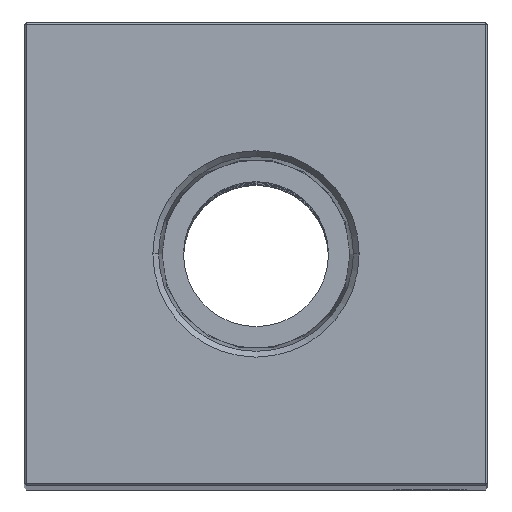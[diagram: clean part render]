
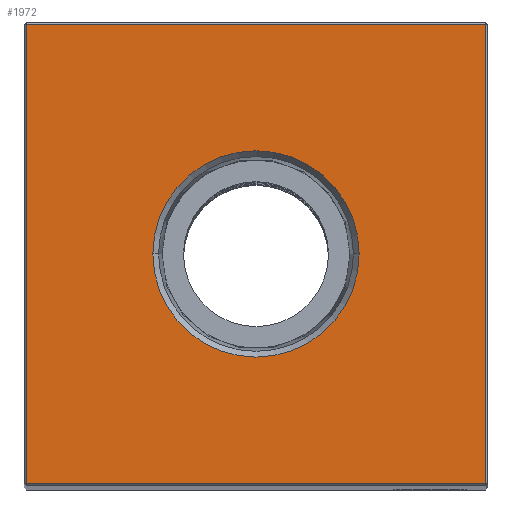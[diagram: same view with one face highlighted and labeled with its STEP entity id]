
A CAD part, top view. The second image highlights one B-rep face of the part: STEP entity #1972.
In plain terms, the highlighted planar face has unit normal (0, 0, 1).
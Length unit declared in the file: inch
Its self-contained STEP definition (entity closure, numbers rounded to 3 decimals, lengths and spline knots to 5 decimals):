
#59 = VERTEX_POINT ( 'NONE', #11577 ) ;
#105 = EDGE_CURVE ( 'NONE', #10185, #8622, #10095, .T. ) ;
#427 = LINE ( 'NONE', #24767, #3241 ) ;
#1739 = DIRECTION ( 'NONE',  ( 1., 0., 0. ) ) ;
#1972 = ADVANCED_FACE ( 'NONE', ( #16190, #2375 ), #20730, .F. ) ;
#1981 = DIRECTION ( 'NONE',  ( 0., 0., -1. ) ) ;
#2375 = FACE_BOUND ( 'NONE', #10143, .T. ) ;
#2516 = CARTESIAN_POINT ( 'NONE',  ( 0., 0., 10.25 ) ) ;
#3241 = VECTOR ( 'NONE', #10655, 39.37008 ) ;
#4993 = DIRECTION ( 'NONE',  ( 1., 0., 0. ) ) ;
#5428 = CARTESIAN_POINT ( 'NONE',  ( 0.99, 0., 10.25 ) ) ;
#5792 = ORIENTED_EDGE ( 'NONE', *, *, #13134, .T. ) ;
#7282 = CARTESIAN_POINT ( 'NONE',  ( -0.99, 0.99, 10.25 ) ) ;
#8555 = VERTEX_POINT ( 'NONE', #14717 ) ;
#8622 = VERTEX_POINT ( 'NONE', #7282 ) ;
#8772 = VERTEX_POINT ( 'NONE', #12435 ) ;
#8993 = ORIENTED_EDGE ( 'NONE', *, *, #22617, .F. ) ;
#9468 = ORIENTED_EDGE ( 'NONE', *, *, #10451, .T. ) ;
#10095 = LINE ( 'NONE', #22335, #14841 ) ;
#10143 = EDGE_LOOP ( 'NONE', ( #10748, #8993 ) ) ;
#10185 = VERTEX_POINT ( 'NONE', #14539 ) ;
#10300 = EDGE_CURVE ( 'NONE', #8622, #8555, #427, .T. ) ;
#10413 = VECTOR ( 'NONE', #21648, 39.37008 ) ;
#10451 = EDGE_CURVE ( 'NONE', #8555, #8772, #18200, .T. ) ;
#10655 = DIRECTION ( 'NONE',  ( 0., -1., 0. ) ) ;
#10748 = ORIENTED_EDGE ( 'NONE', *, *, #24983, .F. ) ;
#11577 = CARTESIAN_POINT ( 'NONE',  ( 0.44487, 0., 10.25 ) ) ;
#12091 = CARTESIAN_POINT ( 'NONE',  ( 0., -0.99, 10.25 ) ) ;
#12435 = CARTESIAN_POINT ( 'NONE',  ( 0.99, -0.99, 10.25 ) ) ;
#12998 = VERTEX_POINT ( 'NONE', #14187 ) ;
#13134 = EDGE_CURVE ( 'NONE', #8772, #10185, #25392, .T. ) ;
#14119 = DIRECTION ( 'NONE',  ( 0., 0., 1. ) ) ;
#14187 = CARTESIAN_POINT ( 'NONE',  ( -0.44487, 0., 10.25 ) ) ;
#14473 = DIRECTION ( 'NONE',  ( -1., 0., 0. ) ) ;
#14539 = CARTESIAN_POINT ( 'NONE',  ( 0.99, 0.99, 10.25 ) ) ;
#14717 = CARTESIAN_POINT ( 'NONE',  ( -0.99, -0.99, 10.25 ) ) ;
#14841 = VECTOR ( 'NONE', #14473, 39.37008 ) ;
#15595 = CIRCLE ( 'NONE', #23258, 0.44487 ) ;
#15854 = ORIENTED_EDGE ( 'NONE', *, *, #10300, .T. ) ;
#16190 = FACE_OUTER_BOUND ( 'NONE', #23532, .T. ) ;
#16456 = DIRECTION ( 'NONE',  ( -1., 0., 0. ) ) ;
#17336 = CARTESIAN_POINT ( 'NONE',  ( 0., 0., 10.25 ) ) ;
#17666 = VECTOR ( 'NONE', #1739, 39.37008 ) ;
#18200 = LINE ( 'NONE', #12091, #17666 ) ;
#18936 = DIRECTION ( 'NONE',  ( 0., 0., 1. ) ) ;
#19230 = ORIENTED_EDGE ( 'NONE', *, *, #105, .T. ) ;
#20730 = PLANE ( 'NONE',  #25510 ) ;
#21648 = DIRECTION ( 'NONE',  ( 0., 1., 0. ) ) ;
#22165 = AXIS2_PLACEMENT_3D ( 'NONE', #17336, #18936, #4993 ) ;
#22335 = CARTESIAN_POINT ( 'NONE',  ( 0., 0.99, 10.25 ) ) ;
#22617 = EDGE_CURVE ( 'NONE', #12998, #59, #25996, .T. ) ;
#22779 = DIRECTION ( 'NONE',  ( 1., 0., 0. ) ) ;
#23258 = AXIS2_PLACEMENT_3D ( 'NONE', #24917, #14119, #22779 ) ;
#23532 = EDGE_LOOP ( 'NONE', ( #15854, #9468, #5792, #19230 ) ) ;
#24767 = CARTESIAN_POINT ( 'NONE',  ( -0.99, 0., 10.25 ) ) ;
#24917 = CARTESIAN_POINT ( 'NONE',  ( 0., 0., 10.25 ) ) ;
#24983 = EDGE_CURVE ( 'NONE', #59, #12998, #15595, .T. ) ;
#25392 = LINE ( 'NONE', #5428, #10413 ) ;
#25510 = AXIS2_PLACEMENT_3D ( 'NONE', #2516, #1981, #16456 ) ;
#25996 = CIRCLE ( 'NONE', #22165, 0.44487 ) ;
